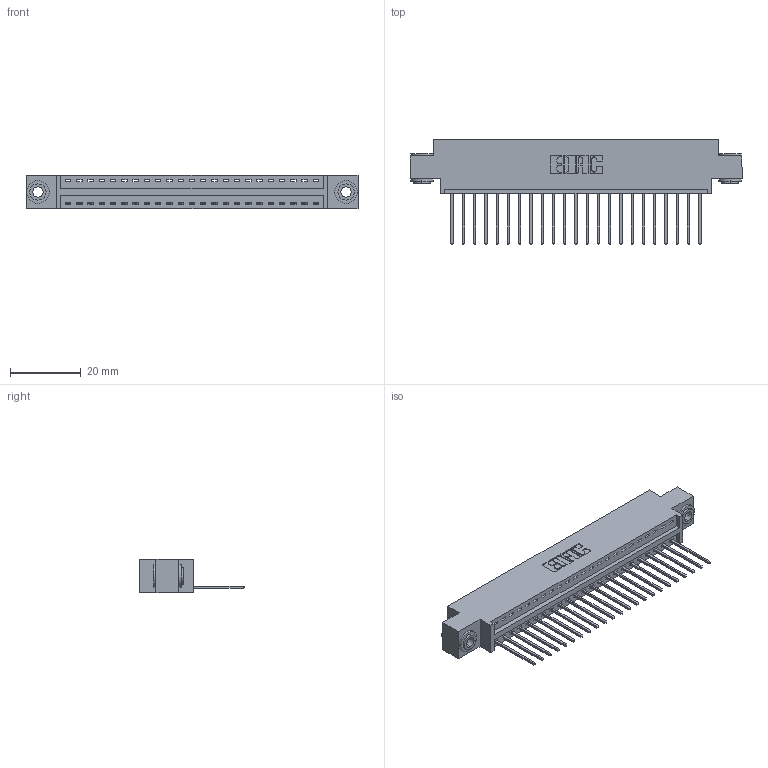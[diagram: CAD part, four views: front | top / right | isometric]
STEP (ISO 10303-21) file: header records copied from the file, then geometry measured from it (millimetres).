
FILE_DESCRIPTION (( 'STEP AP203' ), '1' );
FILE_NAME ('346-023-540-603.STEP', '2022-05-05T21:25:59', ( '' ), ( '' ), 'SwSTEP 2.0', 'SolidWorks 2020', '' );
FILE_SCHEMA (( 'CONFIG_CONTROL_DESIGN' ));
Length unit declared in the file: inch
Products named in the file (4): 345-250-002_345-250-002-102; 345-292-001_345-293-140; 346-023-540-603; 346 Part_0.170 Offset - 0.156 Dia-TH
Assembly tree (26 placements, depth 2):
  346-023-540-603
    346 Part_0.170 Offset - 0.156 Dia-TH
    345-292-001_345-293-140  x23
    345-250-002_345-250-002-102  x2
Bounding box: 93.6 x 29.46 x 9.4 mm (x, y, z)
Volume: 8706.4 mm3; surface area: 11316.1 mm2
Topology: 26 solids, 26 shells, 1512 faces, 4501 edges, 2966 vertices
Faces by surface type: plane 1024, cylinder 480, cone 8
Entity records: 18048 total; most frequent: CARTESIAN_POINT 3082, ORIENTED_EDGE 3030, DIRECTION 2771, EDGE_CURVE 1515, LINE 1267, VECTOR 1267, VERTEX_POINT 1006, AXIS2_PLACEMENT_3D 752
